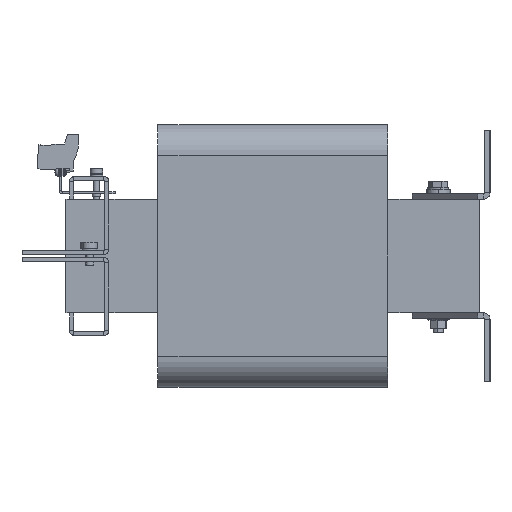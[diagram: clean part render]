
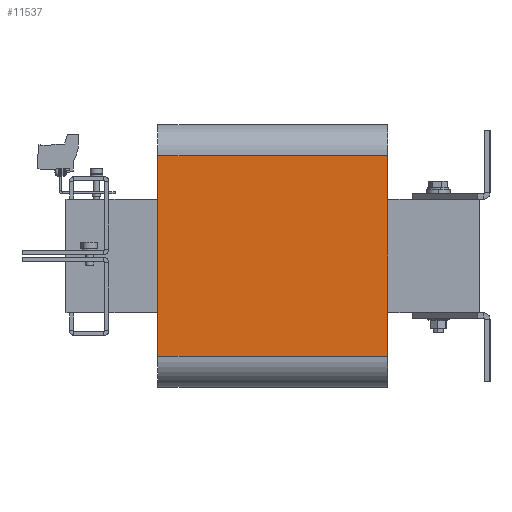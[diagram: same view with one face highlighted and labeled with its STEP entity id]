
A CAD part, left-side view. The second image highlights one B-rep face of the part: STEP entity #11537.
In plain terms, the highlighted planar face has unit normal (-1, 0, 0).
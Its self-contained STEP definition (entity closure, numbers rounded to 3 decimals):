
#711 = CARTESIAN_POINT ( 'NONE',  ( -239., 111., 97. ) ) ;
#734 = CARTESIAN_POINT ( 'NONE',  ( -239., -111., 97. ) ) ;
#1347 = AXIS2_PLACEMENT_3D ( 'NONE', #7801, #12494, #17148 ) ;
#1554 = VERTEX_POINT ( 'NONE', #6854 ) ;
#1585 = PLANE ( 'NONE',  #1347 ) ;
#1598 = LINE ( 'NONE', #3603, #5278 ) ;
#2342 = VERTEX_POINT ( 'NONE', #7105 ) ;
#3188 = VERTEX_POINT ( 'NONE', #15731 ) ;
#3603 = CARTESIAN_POINT ( 'NONE',  ( -239., -111., -97. ) ) ;
#5278 = VECTOR ( 'NONE', #16287, 1000. ) ;
#5486 = EDGE_LOOP ( 'NONE', ( #12553, #10492, #7707, #6035 ) ) ;
#6035 = ORIENTED_EDGE ( 'NONE', *, *, #19521, .T. ) ;
#6854 = CARTESIAN_POINT ( 'NONE',  ( -239., 111., -97. ) ) ;
#7105 = CARTESIAN_POINT ( 'NONE',  ( -239., -111., -97. ) ) ;
#7707 = ORIENTED_EDGE ( 'NONE', *, *, #9031, .F. ) ;
#7801 = CARTESIAN_POINT ( 'NONE',  ( -239., 111., -97. ) ) ;
#8754 = LINE ( 'NONE', #11986, #19181 ) ;
#9031 = EDGE_CURVE ( 'Defeature ausgef�hrt3_30+Defeature ausgef�hrt3_40+Defeature ausgef�hrt3_39+Defeature ausgef�hrt3_33', #1554, #3188, #18335, .T. ) ;
#10492 = ORIENTED_EDGE ( 'NONE', *, *, #11368, .F. ) ;
#11368 = EDGE_CURVE ( 'Defeature ausgef�hrt3_33+Defeature ausgef�hrt3_40+Defeature ausgef�hrt3_30+Defeature ausgef�hrt3_32', #3188, #17144, #13933, .T. ) ;
#11537 = ADVANCED_FACE ( 'Defeature ausgef�hrt3_40', ( #19876 ), #1585, .F. ) ;
#11733 = DIRECTION ( 'NONE',  ( 0., -1., 0. ) ) ;
#11767 = CARTESIAN_POINT ( 'NONE',  ( -239., 111., -97. ) ) ;
#11986 = CARTESIAN_POINT ( 'NONE',  ( -239., 111., -97. ) ) ;
#12494 = DIRECTION ( 'NONE',  ( 1., 0., 0. ) ) ;
#12553 = ORIENTED_EDGE ( 'NONE', *, *, #19906, .T. ) ;
#13933 = LINE ( 'NONE', #711, #19393 ) ;
#15731 = CARTESIAN_POINT ( 'NONE',  ( -239., 111., 97. ) ) ;
#16287 = DIRECTION ( 'NONE',  ( 0., 0., 1. ) ) ;
#16712 = DIRECTION ( 'NONE',  ( 0., -1., 0. ) ) ;
#17144 = VERTEX_POINT ( 'NONE', #734 ) ;
#17148 = DIRECTION ( 'NONE',  ( 0., -1., 0. ) ) ;
#18092 = VECTOR ( 'NONE', #19620, 1000. ) ;
#18335 = LINE ( 'NONE', #11767, #18092 ) ;
#19181 = VECTOR ( 'NONE', #16712, 1000. ) ;
#19393 = VECTOR ( 'NONE', #11733, 1000. ) ;
#19521 = EDGE_CURVE ( 'Defeature ausgef�hrt3_40+Defeature ausgef�hrt3_39+Defeature ausgef�hrt3_30+Defeature ausgef�hrt3_32', #1554, #2342, #8754, .T. ) ;
#19620 = DIRECTION ( 'NONE',  ( 0., 0., 1. ) ) ;
#19876 = FACE_OUTER_BOUND ( 'NONE', #5486, .T. ) ;
#19906 = EDGE_CURVE ( 'Defeature ausgef�hrt3_40+Defeature ausgef�hrt3_32+Defeature ausgef�hrt3_39+Defeature ausgef�hrt3_33', #2342, #17144, #1598, .T. ) ;
